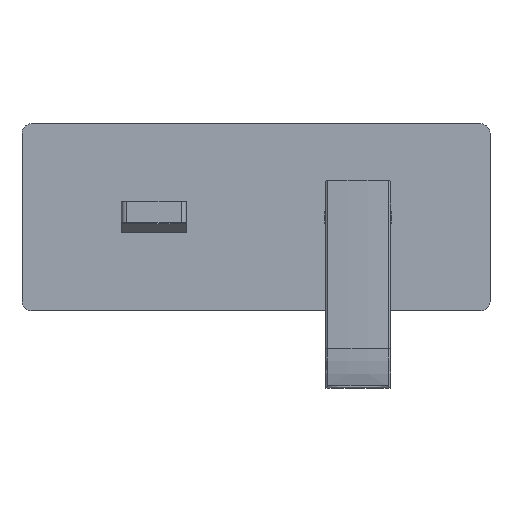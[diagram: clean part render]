
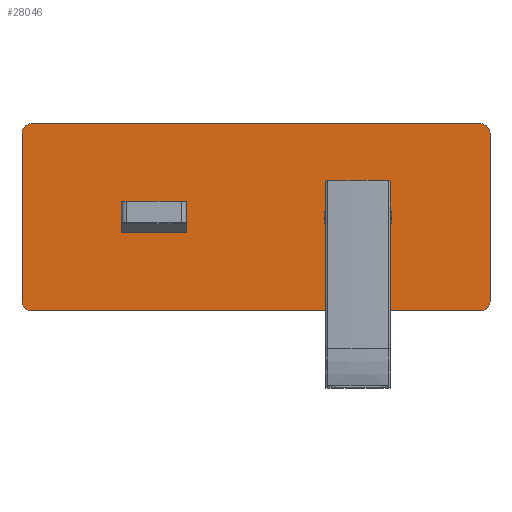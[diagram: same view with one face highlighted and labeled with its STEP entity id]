
A CAD part, top view. The second image highlights one B-rep face of the part: STEP entity #28046.
In plain terms, the highlighted planar face has unit normal (0, 0, 1).
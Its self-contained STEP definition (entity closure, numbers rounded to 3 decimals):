
#25286=CARTESIAN_POINT('',(65.5,45.,56.5));
#25287=DIRECTION('',(0.,0.,1.));
#25288=DIRECTION('',(1.,0.,0.));
#25289=AXIS2_PLACEMENT_3D('',#25286,#25287,#25288);
#25291=DIRECTION('',(0.,1.,0.));
#25292=VECTOR('',#25291,90.);
#25293=CARTESIAN_POINT('',(70.5,-45.,56.5));
#25294=LINE('',#25293,#25292);
#25295=CARTESIAN_POINT('',(65.5,-45.,56.5));
#25296=DIRECTION('',(0.,0.,1.));
#25297=DIRECTION('',(0.,-1.,0.));
#25298=AXIS2_PLACEMENT_3D('',#25295,#25296,#25297);
#25300=DIRECTION('',(1.,0.,0.));
#25301=VECTOR('',#25300,240.);
#25302=CARTESIAN_POINT('',(-174.5,-50.,56.5));
#25303=LINE('',#25302,#25301);
#25304=CARTESIAN_POINT('',(-174.5,-45.,56.5));
#25305=DIRECTION('',(0.,0.,1.));
#25306=DIRECTION('',(-1.,0.,0.));
#25307=AXIS2_PLACEMENT_3D('',#25304,#25305,#25306);
#25309=DIRECTION('',(0.,-1.,0.));
#25310=VECTOR('',#25309,90.);
#25311=CARTESIAN_POINT('',(-179.5,45.,56.5));
#25312=LINE('',#25311,#25310);
#25313=CARTESIAN_POINT('',(-174.5,45.,56.5));
#25314=DIRECTION('',(0.,0.,1.));
#25315=DIRECTION('',(0.,1.,0.));
#25316=AXIS2_PLACEMENT_3D('',#25313,#25314,#25315);
#25318=DIRECTION('',(-1.,0.,0.));
#25319=VECTOR('',#25318,240.);
#25320=CARTESIAN_POINT('',(65.5,50.,56.5));
#25321=LINE('',#25320,#25319);
#25322=CARTESIAN_POINT('',(0.,0.,56.5));
#25323=DIRECTION('',(0.,0.,-1.));
#25324=DIRECTION('',(1.,0.,0.));
#25325=AXIS2_PLACEMENT_3D('',#25322,#25323,#25324);
#25327=CARTESIAN_POINT('',(0.,0.,56.5));
#25328=DIRECTION('',(0.,0.,-1.));
#25329=DIRECTION('',(-1.,0.,0.));
#25330=AXIS2_PLACEMENT_3D('',#25327,#25328,#25329);
#25332=DIRECTION('',(1.,0.,0.));
#25333=VECTOR('',#25332,35.);
#25334=CARTESIAN_POINT('',(-126.5,-8.25,56.5));
#25335=LINE('',#25334,#25333);
#25336=DIRECTION('',(0.,1.,0.));
#25337=VECTOR('',#25336,16.5);
#25338=CARTESIAN_POINT('',(-91.5,-8.25,56.5));
#25339=LINE('',#25338,#25337);
#25340=DIRECTION('',(1.,0.,0.));
#25341=VECTOR('',#25340,35.);
#25342=CARTESIAN_POINT('',(-126.5,8.25,56.5));
#25343=LINE('',#25342,#25341);
#25344=DIRECTION('',(0.,1.,0.));
#25345=VECTOR('',#25344,16.5);
#25346=CARTESIAN_POINT('',(-126.5,-8.25,56.5));
#25347=LINE('',#25346,#25345);
#27419=CARTESIAN_POINT('',(18.,0.,56.5));
#27420=CARTESIAN_POINT('',(-18.,0.,56.5));
#27421=VERTEX_POINT('',#27419);
#27422=VERTEX_POINT('',#27420);
#27427=CARTESIAN_POINT('',(70.5,45.,56.5));
#27428=VERTEX_POINT('',#27427);
#27429=CARTESIAN_POINT('',(65.5,50.,56.5));
#27430=VERTEX_POINT('',#27429);
#27435=CARTESIAN_POINT('',(-174.5,50.,56.5));
#27436=VERTEX_POINT('',#27435);
#27437=CARTESIAN_POINT('',(-179.5,45.,56.5));
#27438=VERTEX_POINT('',#27437);
#27443=CARTESIAN_POINT('',(-179.5,-45.,56.5));
#27444=VERTEX_POINT('',#27443);
#27445=CARTESIAN_POINT('',(-174.5,-50.,56.5));
#27446=VERTEX_POINT('',#27445);
#27451=CARTESIAN_POINT('',(65.5,-50.,56.5));
#27452=VERTEX_POINT('',#27451);
#27453=CARTESIAN_POINT('',(70.5,-45.,56.5));
#27454=VERTEX_POINT('',#27453);
#27561=CARTESIAN_POINT('',(-126.5,-8.25,56.5));
#27562=CARTESIAN_POINT('',(-91.5,-8.25,56.5));
#27563=VERTEX_POINT('',#27561);
#27564=VERTEX_POINT('',#27562);
#27565=CARTESIAN_POINT('',(-126.5,8.25,56.5));
#27566=CARTESIAN_POINT('',(-91.5,8.25,56.5));
#27567=VERTEX_POINT('',#27565);
#27568=VERTEX_POINT('',#27566);
#28009=CARTESIAN_POINT('',(0.,0.,56.5));
#28010=DIRECTION('',(0.,0.,1.));
#28011=DIRECTION('',(1.,0.,0.));
#28012=AXIS2_PLACEMENT_3D('',#28009,#28010,#28011);
#28013=PLANE('',#28012);
#28015=ORIENTED_EDGE('',*,*,#28014,.F.);
#28017=ORIENTED_EDGE('',*,*,#28016,.F.);
#28019=ORIENTED_EDGE('',*,*,#28018,.F.);
#28021=ORIENTED_EDGE('',*,*,#28020,.F.);
#28023=ORIENTED_EDGE('',*,*,#28022,.F.);
#28025=ORIENTED_EDGE('',*,*,#28024,.F.);
#28027=ORIENTED_EDGE('',*,*,#28026,.F.);
#28029=ORIENTED_EDGE('',*,*,#28028,.F.);
#28030=EDGE_LOOP('',(#28015,#28017,#28019,#28021,#28023,#28025,#28027,#28029));
#28031=FACE_OUTER_BOUND('',#28030,.F.);
#28033=ORIENTED_EDGE('',*,*,#28032,.F.);
#28035=ORIENTED_EDGE('',*,*,#28034,.F.);
#28036=EDGE_LOOP('',(#28033,#28035));
#28037=FACE_BOUND('',#28036,.F.);
#28038=ORIENTED_EDGE('',*,*,#27961,.T.);
#28040=ORIENTED_EDGE('',*,*,#28039,.T.);
#28042=ORIENTED_EDGE('',*,*,#28041,.F.);
#28043=ORIENTED_EDGE('',*,*,#27988,.F.);
#28044=EDGE_LOOP('',(#28038,#28040,#28042,#28043));
#28045=FACE_BOUND('',#28044,.F.);
#28046=ADVANCED_FACE('',(#28031,#28037,#28045),#28013,.T.);
#25290=CIRCLE('',#25289,5.);
#25299=CIRCLE('',#25298,5.);
#25308=CIRCLE('',#25307,5.);
#25317=CIRCLE('',#25316,5.);
#25326=CIRCLE('',#25325,18.);
#25331=CIRCLE('',#25330,18.);
#27961=EDGE_CURVE('',#27563,#27564,#25335,.T.);
#27988=EDGE_CURVE('',#27563,#27567,#25347,.T.);
#28014=EDGE_CURVE('',#27428,#27430,#25290,.T.);
#28016=EDGE_CURVE('',#27454,#27428,#25294,.T.);
#28018=EDGE_CURVE('',#27452,#27454,#25299,.T.);
#28020=EDGE_CURVE('',#27446,#27452,#25303,.T.);
#28022=EDGE_CURVE('',#27444,#27446,#25308,.T.);
#28024=EDGE_CURVE('',#27438,#27444,#25312,.T.);
#28026=EDGE_CURVE('',#27436,#27438,#25317,.T.);
#28028=EDGE_CURVE('',#27430,#27436,#25321,.T.);
#28032=EDGE_CURVE('',#27421,#27422,#25326,.T.);
#28034=EDGE_CURVE('',#27422,#27421,#25331,.T.);
#28039=EDGE_CURVE('',#27564,#27568,#25339,.T.);
#28041=EDGE_CURVE('',#27567,#27568,#25343,.T.);
